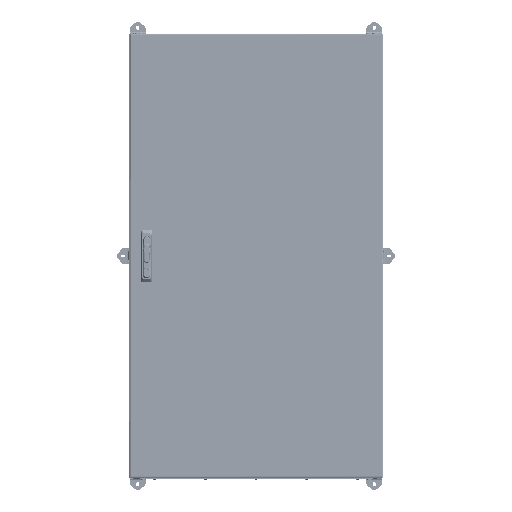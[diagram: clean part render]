
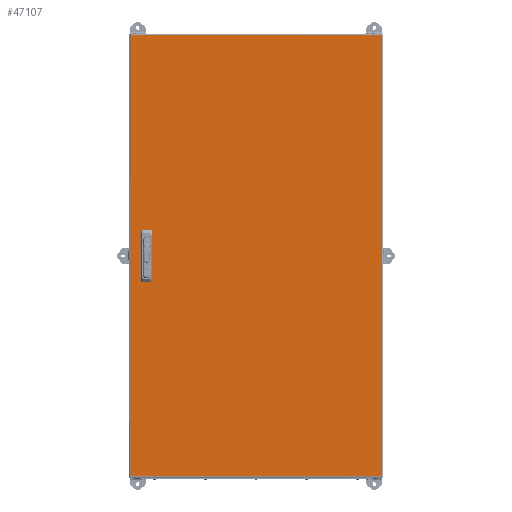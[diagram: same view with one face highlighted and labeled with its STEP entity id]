
A CAD part, top view. The second image highlights one B-rep face of the part: STEP entity #47107.
In plain terms, the highlighted planar face has unit normal (0, 0, 1).
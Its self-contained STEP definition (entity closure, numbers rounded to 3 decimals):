
#474 = EDGE_LOOP ( 'NONE', ( #108496, #5802, #94724, #60549 ) ) ;
#537 = LINE ( 'NONE', #68236, #20724 ) ;
#579 = ORIENTED_EDGE ( 'NONE', *, *, #85530, .F. ) ;
#2004 = LINE ( 'NONE', #27525, #57918 ) ;
#2389 = VECTOR ( 'NONE', #87170, 1000. ) ;
#2771 = VECTOR ( 'NONE', #31237, 1000. ) ;
#2773 = DIRECTION ( 'NONE',  ( 1., 0., 0. ) ) ;
#3770 = CARTESIAN_POINT ( 'NONE',  ( 396.293, 696., 0. ) ) ;
#4311 = VERTEX_POINT ( 'NONE', #106096 ) ;
#5802 = ORIENTED_EDGE ( 'NONE', *, *, #66147, .T. ) ;
#10277 = DIRECTION ( 'NONE',  ( 0., 1., 0. ) ) ;
#13392 = VERTEX_POINT ( 'NONE', #94539 ) ;
#14650 = VERTEX_POINT ( 'NONE', #87171 ) ;
#15207 = LINE ( 'NONE', #75133, #50547 ) ;
#17117 = LINE ( 'NONE', #50949, #87883 ) ;
#17280 = VECTOR ( 'NONE', #48466, 1000. ) ;
#17358 = CARTESIAN_POINT ( 'NONE',  ( 395.5, 696., 0. ) ) ;
#20540 = EDGE_CURVE ( 'NONE', #48845, #107377, #28840, .T. ) ;
#20724 = VECTOR ( 'NONE', #51567, 1000. ) ;
#21549 = ORIENTED_EDGE ( 'NONE', *, *, #20540, .F. ) ;
#22170 = ORIENTED_EDGE ( 'NONE', *, *, #58360, .F. ) ;
#22217 = CARTESIAN_POINT ( 'NONE',  ( -358.5, -75., 0. ) ) ;
#24587 = LINE ( 'NONE', #83967, #17280 ) ;
#24744 = CARTESIAN_POINT ( 'NONE',  ( -333.5, 75., 0. ) ) ;
#25758 = VERTEX_POINT ( 'NONE', #83689 ) ;
#27214 = CARTESIAN_POINT ( 'NONE',  ( -333.5, -75., 0. ) ) ;
#27455 = CARTESIAN_POINT ( 'NONE',  ( -333.5, 75., 0. ) ) ;
#27525 = CARTESIAN_POINT ( 'NONE',  ( -358.5, 25., 0. ) ) ;
#28840 = LINE ( 'NONE', #27214, #99234 ) ;
#30941 = LINE ( 'NONE', #3770, #59908 ) ;
#31237 = DIRECTION ( 'NONE',  ( 0., -1., 0. ) ) ;
#32486 = EDGE_CURVE ( 'NONE', #67446, #38425, #17117, .T. ) ;
#32714 = LINE ( 'NONE', #57666, #69161 ) ;
#37600 = DIRECTION ( 'NONE',  ( -1., 0., 0. ) ) ;
#38425 = VERTEX_POINT ( 'NONE', #17358 ) ;
#38685 = CARTESIAN_POINT ( 'NONE',  ( -395.5, 696., 0. ) ) ;
#38888 = EDGE_LOOP ( 'NONE', ( #102418, #62255, #76582, #22170 ) ) ;
#40844 = FACE_OUTER_BOUND ( 'NONE', #474, .T. ) ;
#41931 = FACE_BOUND ( 'NONE', #38888, .T. ) ;
#42362 = VECTOR ( 'NONE', #10277, 1000. ) ;
#42649 = DIRECTION ( 'NONE',  ( 0., 1., 0. ) ) ;
#47107 = ADVANCED_FACE ( 'NONE', ( #41931, #59118, #40844 ), #85206, .T. ) ;
#48285 = VERTEX_POINT ( 'NONE', #24744 ) ;
#48466 = DIRECTION ( 'NONE',  ( -1., 0., 0. ) ) ;
#48677 = CARTESIAN_POINT ( 'NONE',  ( -358.5, 75., 0. ) ) ;
#48845 = VERTEX_POINT ( 'NONE', #22217 ) ;
#50547 = VECTOR ( 'NONE', #82913, 1000. ) ;
#50615 = VERTEX_POINT ( 'NONE', #103371 ) ;
#50949 = CARTESIAN_POINT ( 'NONE',  ( 395.5, -696.793, 0. ) ) ;
#51567 = DIRECTION ( 'NONE',  ( 0., 1., 0. ) ) ;
#52754 = CARTESIAN_POINT ( 'NONE',  ( -358.5, -75., 0. ) ) ;
#53987 = VECTOR ( 'NONE', #103375, 1000. ) ;
#55634 = LINE ( 'NONE', #91152, #2771 ) ;
#56954 = EDGE_CURVE ( 'NONE', #14650, #48845, #103796, .T. ) ;
#57666 = CARTESIAN_POINT ( 'NONE',  ( -395.5, 696.793, 0. ) ) ;
#57918 = VECTOR ( 'NONE', #74490, 1000. ) ;
#58360 = EDGE_CURVE ( 'NONE', #48285, #75963, #15207, .T. ) ;
#59118 = FACE_BOUND ( 'NONE', #109330, .T. ) ;
#59908 = VECTOR ( 'NONE', #37600, 1000. ) ;
#60549 = ORIENTED_EDGE ( 'NONE', *, *, #32486, .T. ) ;
#60818 = CARTESIAN_POINT ( 'NONE',  ( -333.5, -75., 0. ) ) ;
#62255 = ORIENTED_EDGE ( 'NONE', *, *, #99710, .F. ) ;
#63295 = CARTESIAN_POINT ( 'NONE',  ( 395.5, -696., 0. ) ) ;
#66147 = EDGE_CURVE ( 'NONE', #106310, #25758, #32714, .T. ) ;
#67446 = VERTEX_POINT ( 'NONE', #63295 ) ;
#68236 = CARTESIAN_POINT ( 'NONE',  ( -333.5, -75., 0. ) ) ;
#69161 = VECTOR ( 'NONE', #109283, 1000. ) ;
#70872 = EDGE_CURVE ( 'NONE', #50615, #48285, #95721, .T. ) ;
#74490 = DIRECTION ( 'NONE',  ( 1., 0., 0. ) ) ;
#74683 = CARTESIAN_POINT ( 'NONE',  ( 0., 0., 0. ) ) ;
#75133 = CARTESIAN_POINT ( 'NONE',  ( -358.5, 75., 0. ) ) ;
#75963 = VERTEX_POINT ( 'NONE', #48677 ) ;
#76318 = ORIENTED_EDGE ( 'NONE', *, *, #56954, .F. ) ;
#76582 = ORIENTED_EDGE ( 'NONE', *, *, #88716, .F. ) ;
#78957 = CARTESIAN_POINT ( 'NONE',  ( -396.293, -696., 0. ) ) ;
#82913 = DIRECTION ( 'NONE',  ( -1., 0., 0. ) ) ;
#83689 = CARTESIAN_POINT ( 'NONE',  ( -395.5, -696., 0. ) ) ;
#83967 = CARTESIAN_POINT ( 'NONE',  ( -333.5, -25., 0. ) ) ;
#85206 = PLANE ( 'NONE',  #103334 ) ;
#85530 = EDGE_CURVE ( 'NONE', #107377, #13392, #537, .T. ) ;
#87170 = DIRECTION ( 'NONE',  ( 0., -1., 0. ) ) ;
#87171 = CARTESIAN_POINT ( 'NONE',  ( -358.5, -25., 0. ) ) ;
#87679 = EDGE_CURVE ( 'NONE', #13392, #14650, #24587, .T. ) ;
#87883 = VECTOR ( 'NONE', #42649, 1000. ) ;
#88716 = EDGE_CURVE ( 'NONE', #75963, #4311, #55634, .T. ) ;
#91152 = CARTESIAN_POINT ( 'NONE',  ( -358.5, 75., 0. ) ) ;
#94360 = EDGE_CURVE ( 'NONE', #25758, #67446, #101242, .T. ) ;
#94539 = CARTESIAN_POINT ( 'NONE',  ( -333.5, -25., 0. ) ) ;
#94724 = ORIENTED_EDGE ( 'NONE', *, *, #94360, .T. ) ;
#95721 = LINE ( 'NONE', #27455, #42362 ) ;
#99234 = VECTOR ( 'NONE', #2773, 1000. ) ;
#99710 = EDGE_CURVE ( 'NONE', #4311, #50615, #2004, .T. ) ;
#101242 = LINE ( 'NONE', #78957, #53987 ) ;
#101327 = DIRECTION ( 'NONE',  ( 0., 0., 1. ) ) ;
#101409 = EDGE_CURVE ( 'NONE', #38425, #106310, #30941, .T. ) ;
#102126 = ORIENTED_EDGE ( 'NONE', *, *, #87679, .F. ) ;
#102418 = ORIENTED_EDGE ( 'NONE', *, *, #70872, .F. ) ;
#103334 = AXIS2_PLACEMENT_3D ( 'NONE', #74683, #101327, #108513 ) ;
#103371 = CARTESIAN_POINT ( 'NONE',  ( -333.5, 25., 0. ) ) ;
#103375 = DIRECTION ( 'NONE',  ( 1., 0., 0. ) ) ;
#103796 = LINE ( 'NONE', #52754, #2389 ) ;
#106096 = CARTESIAN_POINT ( 'NONE',  ( -358.5, 25., 0. ) ) ;
#106310 = VERTEX_POINT ( 'NONE', #38685 ) ;
#107377 = VERTEX_POINT ( 'NONE', #60818 ) ;
#108496 = ORIENTED_EDGE ( 'NONE', *, *, #101409, .T. ) ;
#108513 = DIRECTION ( 'NONE',  ( 1., 0., 0. ) ) ;
#109283 = DIRECTION ( 'NONE',  ( 0., -1., 0. ) ) ;
#109330 = EDGE_LOOP ( 'NONE', ( #76318, #102126, #579, #21549 ) ) ;
